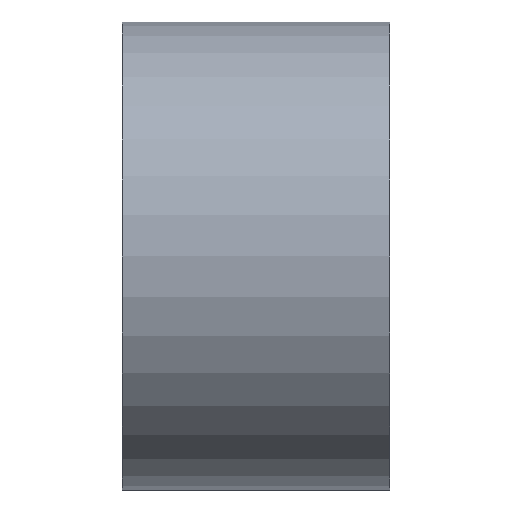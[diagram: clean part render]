
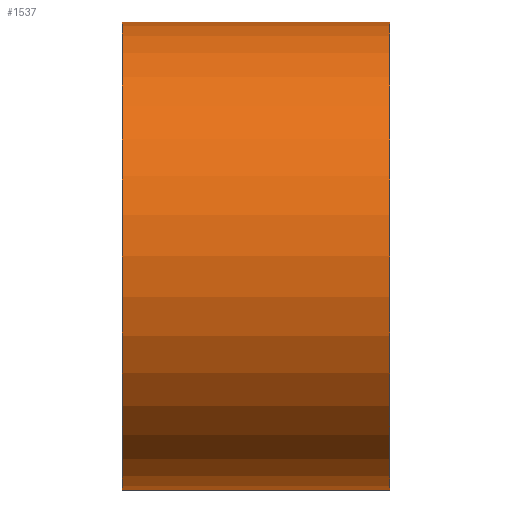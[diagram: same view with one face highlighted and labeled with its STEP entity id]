
A CAD part, left-side view. The second image highlights one B-rep face of the part: STEP entity #1537.
In plain terms, the highlighted cylindrical face has radius 35 mm (diameter 70 mm), a full revolution.
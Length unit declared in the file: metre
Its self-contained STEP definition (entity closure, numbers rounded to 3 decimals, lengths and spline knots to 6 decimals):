
#577=ORIENTED_EDGE('',*,*,#887,.T.);
#578=ORIENTED_EDGE('',*,*,#888,.F.);
#887=EDGE_CURVE('',#1065,#1065,#1171,.T.);
#888=EDGE_CURVE('',#1066,#1066,#1172,.T.);
#1065=VERTEX_POINT('',#2545);
#1066=VERTEX_POINT('',#2547);
#1171=CIRCLE('',#1714,0.035);
#1172=CIRCLE('',#1715,0.035);
#1279=EDGE_LOOP('',(#577));
#1280=EDGE_LOOP('',(#578));
#1411=FACE_BOUND('',#1279,.T.);
#1412=FACE_BOUND('',#1280,.T.);
#1477=CYLINDRICAL_SURFACE('',#1713,0.035);
#1537=ADVANCED_FACE('',(#1411,#1412),#1477,.T.);
#1713=AXIS2_PLACEMENT_3D('',#2543,#2072,#2073);
#1714=AXIS2_PLACEMENT_3D('',#2544,#2074,#2075);
#1715=AXIS2_PLACEMENT_3D('',#2546,#2076,#2077);
#2072=DIRECTION('',(0.,1.,0.));
#2073=DIRECTION('',(0.,0.,1.));
#2074=DIRECTION('',(0.,-1.,0.));
#2075=DIRECTION('',(0.,0.,-1.));
#2076=DIRECTION('',(0.,-1.,0.));
#2077=DIRECTION('',(0.,0.,-1.));
#2543=CARTESIAN_POINT('',(0.,-0.040002,0.));
#2544=CARTESIAN_POINT('',(0.,0.,0.));
#2545=CARTESIAN_POINT('',(0.,0.,-0.035));
#2546=CARTESIAN_POINT('',(0.,-0.04,0.));
#2547=CARTESIAN_POINT('',(0.,-0.04,-0.035));
